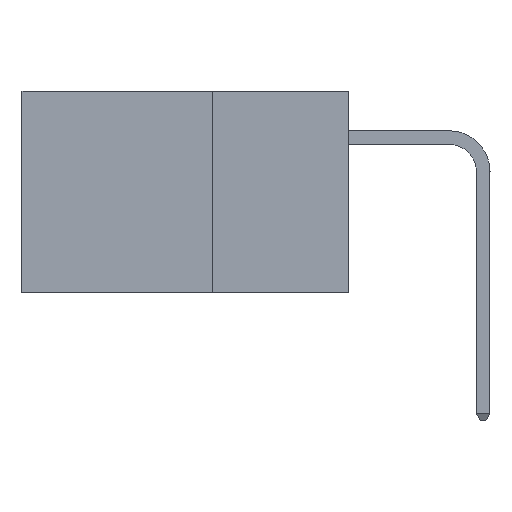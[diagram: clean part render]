
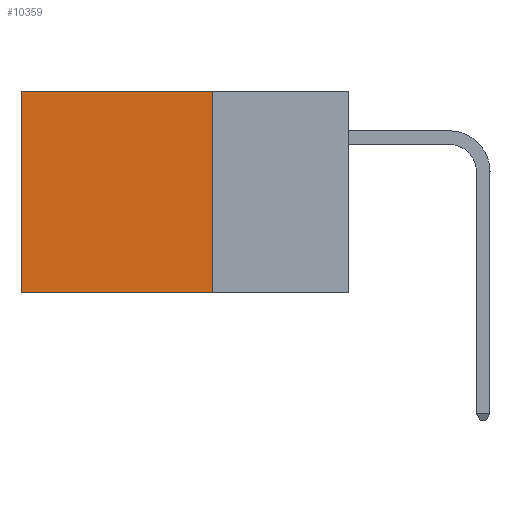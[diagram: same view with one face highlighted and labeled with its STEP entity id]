
A CAD part, left-side view. The second image highlights one B-rep face of the part: STEP entity #10359.
In plain terms, the highlighted planar face has unit normal (-1, 0, 0).
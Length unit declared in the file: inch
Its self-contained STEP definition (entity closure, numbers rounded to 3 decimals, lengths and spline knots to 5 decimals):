
#161 = EDGE_LOOP ( 'NONE', ( #23268, #22117, #8663, #3005 ) ) ;
#1054 = DIRECTION ( 'NONE',  ( 0., 0., -1. ) ) ;
#1558 = LINE ( 'NONE', #18356, #15891 ) ;
#1676 = VECTOR ( 'NONE', #23486, 39.37008 ) ;
#1887 = EDGE_CURVE ( 'NONE', #10255, #16570, #22373, .T. ) ;
#2376 = EDGE_CURVE ( 'NONE', #10255, #25899, #19808, .T. ) ;
#3005 = ORIENTED_EDGE ( 'NONE', *, *, #2376, .T. ) ;
#3597 = DIRECTION ( 'NONE',  ( 0., 0., -1. ) ) ;
#3982 = DIRECTION ( 'NONE',  ( 0., 1., 0. ) ) ;
#4821 = VECTOR ( 'NONE', #3597, 39.37008 ) ;
#6125 = AXIS2_PLACEMENT_3D ( 'NONE', #11270, #19468, #1054 ) ;
#6560 = CARTESIAN_POINT ( 'NONE',  ( 0.2875, 0.25, 0. ) ) ;
#7835 = DIRECTION ( 'NONE',  ( 0., 1., 0. ) ) ;
#8663 = ORIENTED_EDGE ( 'NONE', *, *, #1887, .F. ) ;
#10255 = VERTEX_POINT ( 'NONE', #6560 ) ;
#10359 = ADVANCED_FACE ( 'NONE', ( #21079 ), #15035, .F. ) ;
#10754 = CARTESIAN_POINT ( 'NONE',  ( 0.2875, 0.6, -0.37 ) ) ;
#11270 = CARTESIAN_POINT ( 'NONE',  ( 0.2875, 0.25, 0. ) ) ;
#11544 = LINE ( 'NONE', #23887, #4821 ) ;
#13506 = EDGE_CURVE ( 'NONE', #16570, #18372, #1558, .T. ) ;
#15035 = PLANE ( 'NONE',  #6125 ) ;
#15314 = VECTOR ( 'NONE', #7835, 39.37008 ) ;
#15891 = VECTOR ( 'NONE', #3982, 39.37008 ) ;
#15903 = CARTESIAN_POINT ( 'NONE',  ( 0.2875, 0.25, 0. ) ) ;
#16160 = EDGE_CURVE ( 'NONE', #25899, #18372, #11544, .T. ) ;
#16570 = VERTEX_POINT ( 'NONE', #22479 ) ;
#18076 = CARTESIAN_POINT ( 'NONE',  ( 0.2875, 0.25, 0. ) ) ;
#18356 = CARTESIAN_POINT ( 'NONE',  ( 0.2875, 0.25, -0.37 ) ) ;
#18372 = VERTEX_POINT ( 'NONE', #10754 ) ;
#19468 = DIRECTION ( 'NONE',  ( 1., 0., 0. ) ) ;
#19808 = LINE ( 'NONE', #15903, #15314 ) ;
#21075 = CARTESIAN_POINT ( 'NONE',  ( 0.2875, 0.6, 0. ) ) ;
#21079 = FACE_OUTER_BOUND ( 'NONE', #161, .T. ) ;
#22117 = ORIENTED_EDGE ( 'NONE', *, *, #13506, .F. ) ;
#22373 = LINE ( 'NONE', #18076, #1676 ) ;
#22479 = CARTESIAN_POINT ( 'NONE',  ( 0.2875, 0.25, -0.37 ) ) ;
#23268 = ORIENTED_EDGE ( 'NONE', *, *, #16160, .T. ) ;
#23486 = DIRECTION ( 'NONE',  ( 0., 0., -1. ) ) ;
#23887 = CARTESIAN_POINT ( 'NONE',  ( 0.2875, 0.6, 0. ) ) ;
#25899 = VERTEX_POINT ( 'NONE', #21075 ) ;
